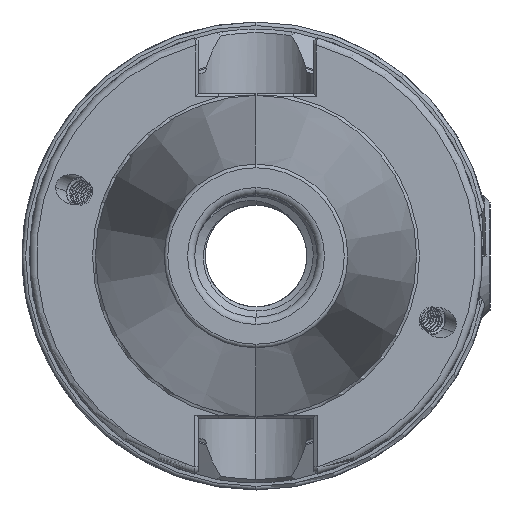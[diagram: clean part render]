
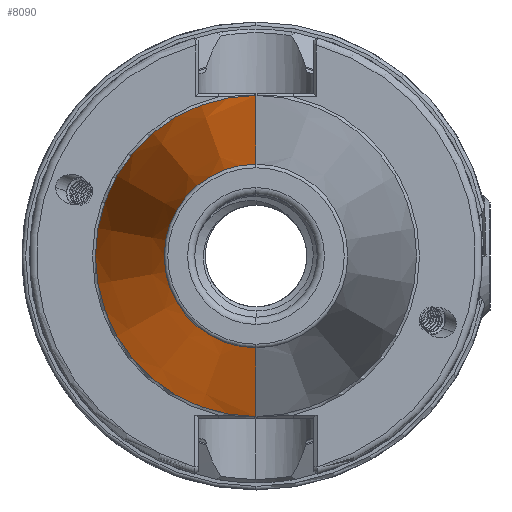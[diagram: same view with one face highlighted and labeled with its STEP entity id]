
A CAD part, left-side view. The second image highlights one B-rep face of the part: STEP entity #8090.
In plain terms, the highlighted conical face has half-angle 8.297 degrees and reference radius 22.298 mm.
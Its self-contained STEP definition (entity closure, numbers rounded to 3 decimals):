
#706 = ORIENTED_EDGE ( 'NONE', *, *, #18085, .T. ) ;
#752 = ORIENTED_EDGE ( 'NONE', *, *, #18082, .T. ) ;
#755 = ORIENTED_EDGE ( 'NONE', *, *, #18072, .F. ) ;
#772 = ORIENTED_EDGE ( 'NONE', *, *, #18102, .F. ) ;
#2392 = DIRECTION ( 'NONE',  ( 0., 0., -1. ) ) ;
#2394 = DIRECTION ( 'NONE',  ( 1., 0., 0. ) ) ;
#2396 = CARTESIAN_POINT ( 'NONE',  ( -1.5, 0., 0. ) ) ;
#5118 = FACE_OUTER_BOUND ( 'NONE', #27895, .T. ) ;
#5214 = CONICAL_SURFACE ( 'NONE', #27737, 22.298, 0.145 ) ;
#5379 = LINE ( 'NONE', #21180, #5407 ) ;
#5381 = LINE ( 'NONE', #21073, #5396 ) ;
#5383 = CIRCLE ( 'NONE', #27828, 12.75 ) ;
#5396 = VECTOR ( 'NONE', #21104, 1000. ) ;
#5407 = VECTOR ( 'NONE', #21195, 1000. ) ;
#5421 = CIRCLE ( 'NONE', #27833, 22.298 ) ;
#8090 = ADVANCED_FACE ( 'NONE', ( #5118 ), #5214, .T. ) ;
#15923 = VERTEX_POINT ( 'NONE', #17095 ) ;
#15928 = VERTEX_POINT ( 'NONE', #17152 ) ;
#17095 = CARTESIAN_POINT ( 'NONE',  ( -66.972, 0., 12.75 ) ) ;
#17152 = CARTESIAN_POINT ( 'NONE',  ( -1.5, 0., 22.298 ) ) ;
#18072 = EDGE_CURVE ( 'NONE', #28002, #28000, #5381, .T. ) ;
#18082 = EDGE_CURVE ( 'NONE', #15923, #15928, #5379, .T. ) ;
#18085 = EDGE_CURVE ( 'NONE', #28002, #15923, #5383, .T. ) ;
#18102 = EDGE_CURVE ( 'NONE', #28000, #15928, #5421, .T. ) ;
#21073 = CARTESIAN_POINT ( 'NONE',  ( -1.5, 0., -22.298 ) ) ;
#21104 = DIRECTION ( 'NONE',  ( 0.99, 0., -0.144 ) ) ;
#21180 = CARTESIAN_POINT ( 'NONE',  ( -1.5, 0., 22.298 ) ) ;
#21195 = DIRECTION ( 'NONE',  ( 0.99, 0., 0.144 ) ) ;
#21229 = DIRECTION ( 'NONE',  ( 0., 0., -1. ) ) ;
#21259 = DIRECTION ( 'NONE',  ( 1., 0., 0. ) ) ;
#21271 = CARTESIAN_POINT ( 'NONE',  ( -66.972, 0., 0. ) ) ;
#21341 = CARTESIAN_POINT ( 'NONE',  ( -1.5, 0., 0. ) ) ;
#21347 = DIRECTION ( 'NONE',  ( 0., 0., -1. ) ) ;
#21350 = DIRECTION ( 'NONE',  ( 1., 0., 0. ) ) ;
#25647 = CARTESIAN_POINT ( 'NONE',  ( -66.972, 0., -12.75 ) ) ;
#25648 = CARTESIAN_POINT ( 'NONE',  ( -1.5, 0., -22.298 ) ) ;
#27737 = AXIS2_PLACEMENT_3D ( 'NONE', #2396, #2394, #2392 ) ;
#27828 = AXIS2_PLACEMENT_3D ( 'NONE', #21271, #21259, #21229 ) ;
#27833 = AXIS2_PLACEMENT_3D ( 'NONE', #21341, #21350, #21347 ) ;
#27895 = EDGE_LOOP ( 'NONE', ( #706, #752, #772, #755 ) ) ;
#28000 = VERTEX_POINT ( 'NONE', #25648 ) ;
#28002 = VERTEX_POINT ( 'NONE', #25647 ) ;
